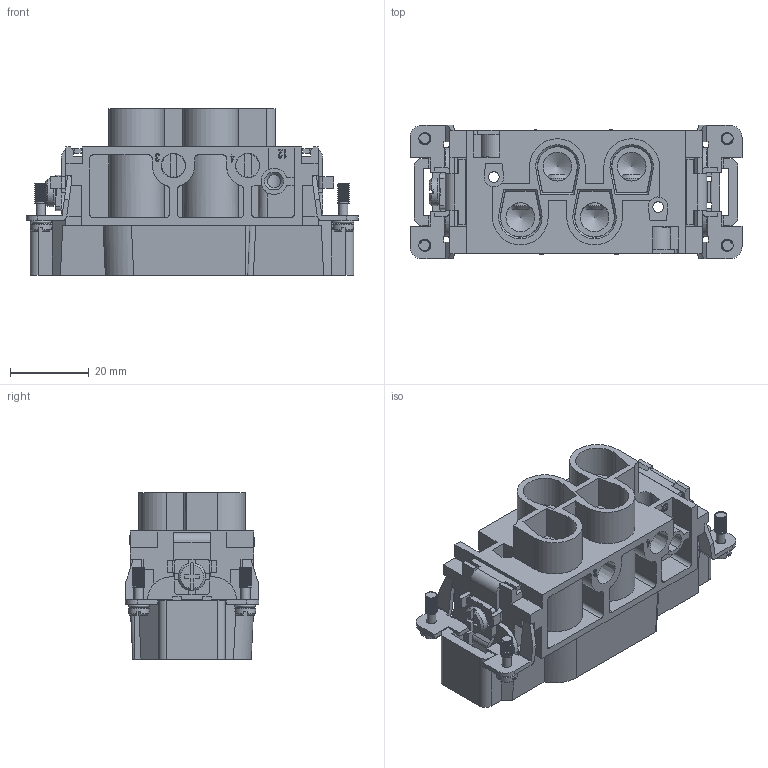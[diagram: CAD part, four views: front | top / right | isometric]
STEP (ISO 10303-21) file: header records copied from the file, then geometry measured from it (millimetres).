
FILE_DESCRIPTION(/* description */ (''),/* implementation_level */ '2;1');
FILE_NAME(/* name */ 'HK-004-0-M.stp',/* time_stamp */ '2023-02-08T23:47:19+08:00',/* author */ (''),/* organization */ (''),/* preprocessor_version */ 'ST-DEVELOPER v16',/* originating_system */ 'SIEMENS PLM Software NX 10.0',/* authorisation */ '');
FILE_SCHEMA (('AUTOMOTIVE_DESIGN { 1 0 10303 214 3 1 1 1 }'));
Length unit declared in the file: millimetre
Products named in the file (1): Admi0A2C26ACrogu
Bounding box: 84.1 x 33.8 x 42.2 mm (x, y, z)
Surface area: 34574.2 mm2 (no closed solid volume)
Topology: 0 solids, 1 shells, 1129 faces, 3216 edges, 2129 vertices
Faces by surface type: plane 757, cylinder 255, cone 47, bspline 30, extrusion 28, torus 8, sphere 4
Full cylindrical faces by diameter (mm): 2.4 x4, 2.5 x4, 2.7 x2, 3 x4, 3.3 x2, 4 x2, 5.3 x4, 6 x4, 6.1 x4, 6.2 x6, 7 x1, 7.3 x4, 10.8 x4
Entity records: 49044 total; most frequent: CARTESIAN_POINT 20724, ORIENTED_EDGE 6008, DIRECTION 5555, EDGE_CURVE 3004, VECTOR 2143, LINE 2115, VERTEX_POINT 2003, AXIS2_PLACEMENT_3D 1706
